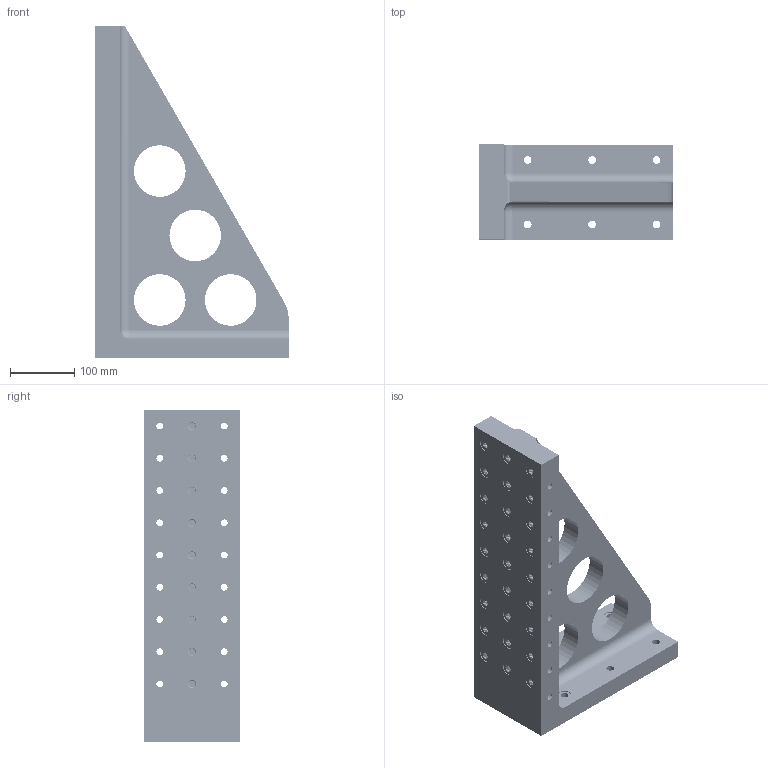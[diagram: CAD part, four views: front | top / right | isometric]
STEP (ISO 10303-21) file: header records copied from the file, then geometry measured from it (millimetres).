
FILE_DESCRIPTION(('STEP AP214'),'1');
FILE_NAME(' ',' ',('TraceParts'),('TraceParts S.A.'),'XStep 1.0',' ',' ');
FILE_SCHEMA(('automotive_design'));
Length unit declared in the file: millimetre
Products named in the file (1): 1
Bounding box: 300 x 148 x 515 mm (x, y, z)
Volume: 5468646.2 mm3; surface area: 492438.2 mm2
Topology: 1 solids, 1 shells, 7735 faces, 15539 edges, 7860 vertices
Faces by surface type: cone 3006, torus 2988, cylinder 1670, plane 69, sphere 2
Entity records: 376330 total; most frequent: DIRECTION 41835, CARTESIAN_POINT 31159, STYLED_ITEM 31133, PRESENTATION_STYLE_ASSIGNMENT 31133, COLOUR_RGB 31133, ORIENTED_EDGE 31074, AXIS2_PLACEMENT_3D 18564, EDGE_CURVE 15537
